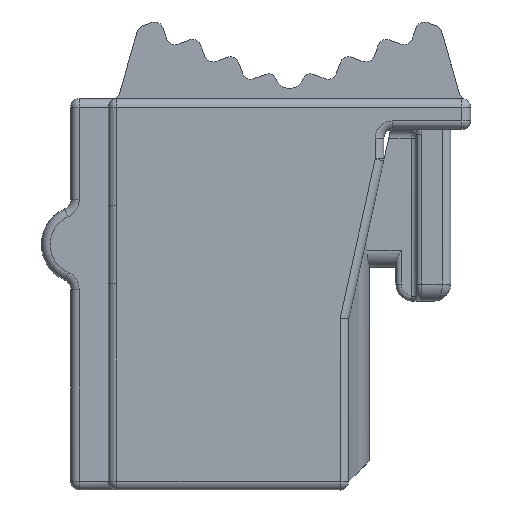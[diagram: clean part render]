
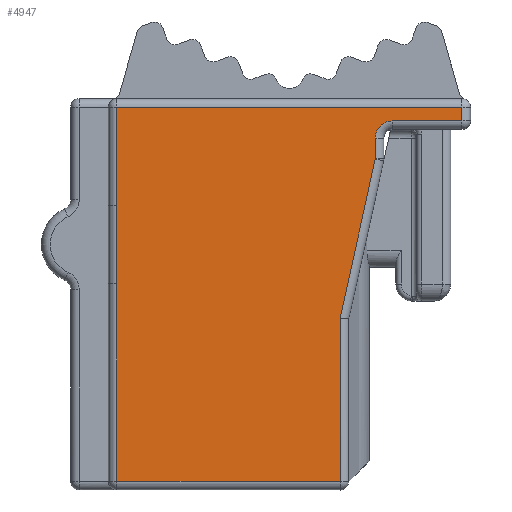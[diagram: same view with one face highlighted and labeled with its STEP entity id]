
A CAD part, left-side view. The second image highlights one B-rep face of the part: STEP entity #4947.
In plain terms, the highlighted planar face has unit normal (-1, 0, 0).
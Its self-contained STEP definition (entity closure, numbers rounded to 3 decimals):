
#4021=AXIS2_PLACEMENT_3D('Circle Axis2P3D',#4019,#4020,$) ;
#4918=AXIS2_PLACEMENT_3D('Plane Axis2P3D',#4915,#4916,#4917) ;
#2548=CARTESIAN_POINT('Vertex',(0.,10.3,0.25)) ;
#2571=CARTESIAN_POINT('Vertex',(0.,10.3,6.008)) ;
#2581=CARTESIAN_POINT('Line Origine',(0.,10.3,5.7)) ;
#3739=CARTESIAN_POINT('Vertex',(0.,3.8,0.25)) ;
#3858=CARTESIAN_POINT('Line Origine',(0.,10.3,7.15)) ;
#3862=CARTESIAN_POINT('Vertex',(0.,10.3,8.29)) ;
#3864=CARTESIAN_POINT('Vertex',(0.,10.3,6.01)) ;
#3868=CARTESIAN_POINT('Control Point',(0.,10.3,8.292)) ;
#3869=CARTESIAN_POINT('Control Point',(0.,10.3,8.292)) ;
#3870=CARTESIAN_POINT('Control Point',(0.,10.3,8.292)) ;
#3871=CARTESIAN_POINT('Control Point',(0.,10.3,8.291)) ;
#3872=CARTESIAN_POINT('Control Point',(0.,10.3,8.291)) ;
#3873=CARTESIAN_POINT('Control Point',(0.,10.3,8.29)) ;
#3874=CARTESIAN_POINT('Vertex',(0.,10.3,8.292)) ;
#3883=CARTESIAN_POINT('Control Point',(0.,10.3,6.01)) ;
#3884=CARTESIAN_POINT('Control Point',(0.,10.3,6.009)) ;
#3885=CARTESIAN_POINT('Control Point',(0.,10.3,6.009)) ;
#3886=CARTESIAN_POINT('Control Point',(0.,10.3,6.008)) ;
#3887=CARTESIAN_POINT('Control Point',(0.,10.3,6.008)) ;
#3888=CARTESIAN_POINT('Control Point',(0.,10.3,6.008)) ;
#3915=CARTESIAN_POINT('Line Origine',(0.,5.575,0.25)) ;
#3938=CARTESIAN_POINT('Vertex',(0.,3.8,5.007)) ;
#3941=CARTESIAN_POINT('Line Origine',(0.,3.8,5.7)) ;
#3962=CARTESIAN_POINT('Vertex',(0.,2.775,9.644)) ;
#3965=CARTESIAN_POINT('Line Origine',(0.,3.647,5.7)) ;
#3987=CARTESIAN_POINT('Vertex',(0.,2.775,10.25)) ;
#3990=CARTESIAN_POINT('Line Origine',(0.,2.775,5.7)) ;
#4016=CARTESIAN_POINT('Vertex',(0.,2.275,10.75)) ;
#4019=CARTESIAN_POINT('Axis2P3D Location',(0.,2.275,10.25)) ;
#4040=CARTESIAN_POINT('Vertex',(0.,0.25,10.75)) ;
#4043=CARTESIAN_POINT('Line Origine',(0.,5.575,10.75)) ;
#4900=CARTESIAN_POINT('Vertex',(0.,10.3,11.15)) ;
#4903=CARTESIAN_POINT('Line Origine',(0.,10.3,5.7)) ;
#4915=CARTESIAN_POINT('Axis2P3D Location',(0.,7.6,-30.6)) ;
#4920=CARTESIAN_POINT('Line Origine',(0.,0.25,10.95)) ;
#4924=CARTESIAN_POINT('Vertex',(0.,0.25,11.15)) ;
#4927=CARTESIAN_POINT('Line Origine',(0.,5.275,11.15)) ;
#2582=DIRECTION('Vector Direction',(0.,0.,1.)) ;
#3859=DIRECTION('Vector Direction',(0.,0.,-1.)) ;
#3916=DIRECTION('Vector Direction',(0.,1.,0.)) ;
#3942=DIRECTION('Vector Direction',(0.,0.,1.)) ;
#3966=DIRECTION('Vector Direction',(0.,-0.216,0.976)) ;
#3991=DIRECTION('Vector Direction',(0.,0.,1.)) ;
#4020=DIRECTION('Axis2P3D Direction',(1.,0.,0.)) ;
#4044=DIRECTION('Vector Direction',(0.,1.,0.)) ;
#4904=DIRECTION('Vector Direction',(0.,0.,1.)) ;
#4916=DIRECTION('Axis2P3D Direction',(-1.,0.,0.)) ;
#4917=DIRECTION('Axis2P3D XDirection',(0.,0.,-1.)) ;
#4921=DIRECTION('Vector Direction',(0.,0.,-1.)) ;
#4928=DIRECTION('Vector Direction',(0.,1.,0.)) ;
#2583=VECTOR('Line Direction',#2582,1.) ;
#3860=VECTOR('Line Direction',#3859,1.) ;
#3917=VECTOR('Line Direction',#3916,1.) ;
#3943=VECTOR('Line Direction',#3942,1.) ;
#3967=VECTOR('Line Direction',#3966,1.) ;
#3992=VECTOR('Line Direction',#3991,1.) ;
#4045=VECTOR('Line Direction',#4044,1.) ;
#4905=VECTOR('Line Direction',#4904,1.) ;
#4922=VECTOR('Line Direction',#4921,1.) ;
#4929=VECTOR('Line Direction',#4928,1.) ;
#4933=ORIENTED_EDGE('',*,*,#4907,.T.) ;
#4934=ORIENTED_EDGE('',*,*,#3876,.T.) ;
#4935=ORIENTED_EDGE('',*,*,#3866,.T.) ;
#4936=ORIENTED_EDGE('',*,*,#3889,.T.) ;
#4937=ORIENTED_EDGE('',*,*,#2585,.T.) ;
#4938=ORIENTED_EDGE('',*,*,#3919,.T.) ;
#4939=ORIENTED_EDGE('',*,*,#3945,.T.) ;
#4940=ORIENTED_EDGE('',*,*,#3969,.T.) ;
#4941=ORIENTED_EDGE('',*,*,#3994,.T.) ;
#4942=ORIENTED_EDGE('',*,*,#4023,.T.) ;
#4943=ORIENTED_EDGE('',*,*,#4047,.T.) ;
#4944=ORIENTED_EDGE('',*,*,#4926,.T.) ;
#4945=ORIENTED_EDGE('',*,*,#4931,.T.) ;
#4947=ADVANCED_FACE('K\X2\00F6\X0\rper.2 ( *SOL1 - wsp *MASTER -  )',(#4946),#4919,.T.) ;
#3867=B_SPLINE_CURVE_WITH_KNOTS('',5,(#3868,#3869,#3870,#3871,#3872,#3873),.UNSPECIFIED.,.F.,.U.,(6,6),(-0.001,0.001),.UNSPECIFIED.) ;
#3882=B_SPLINE_CURVE_WITH_KNOTS('',5,(#3883,#3884,#3885,#3886,#3887,#3888),.UNSPECIFIED.,.F.,.U.,(6,6),(-0.001,0.001),.UNSPECIFIED.) ;
#4022=CIRCLE('generated circle',#4021,0.5) ;
#2585=EDGE_CURVE('',#2572,#2549,#2584,.F.) ;
#3866=EDGE_CURVE('',#3863,#3865,#3861,.T.) ;
#3876=EDGE_CURVE('',#3875,#3863,#3867,.T.) ;
#3889=EDGE_CURVE('',#3865,#2572,#3882,.T.) ;
#3919=EDGE_CURVE('',#2549,#3740,#3918,.F.) ;
#3945=EDGE_CURVE('',#3740,#3939,#3944,.T.) ;
#3969=EDGE_CURVE('',#3939,#3963,#3968,.T.) ;
#3994=EDGE_CURVE('',#3963,#3988,#3993,.T.) ;
#4023=EDGE_CURVE('',#3988,#4017,#4022,.T.) ;
#4047=EDGE_CURVE('',#4017,#4041,#4046,.F.) ;
#4907=EDGE_CURVE('',#4901,#3875,#4906,.F.) ;
#4926=EDGE_CURVE('',#4041,#4925,#4923,.F.) ;
#4931=EDGE_CURVE('',#4925,#4901,#4930,.T.) ;
#4932=EDGE_LOOP('',(#4933,#4934,#4935,#4936,#4937,#4938,#4939,#4940,#4941,#4942,#4943,#4944,#4945)) ;
#4946=FACE_OUTER_BOUND('',#4932,.T.) ;
#2584=LINE('Line',#2581,#2583) ;
#3861=LINE('Line',#3858,#3860) ;
#3918=LINE('Line',#3915,#3917) ;
#3944=LINE('Line',#3941,#3943) ;
#3968=LINE('Line',#3965,#3967) ;
#3993=LINE('Line',#3990,#3992) ;
#4046=LINE('Line',#4043,#4045) ;
#4906=LINE('Line',#4903,#4905) ;
#4923=LINE('Line',#4920,#4922) ;
#4930=LINE('Line',#4927,#4929) ;
#4919=PLANE('',#4918) ;
#2549=VERTEX_POINT('',#2548) ;
#2572=VERTEX_POINT('',#2571) ;
#3740=VERTEX_POINT('',#3739) ;
#3863=VERTEX_POINT('',#3862) ;
#3865=VERTEX_POINT('',#3864) ;
#3875=VERTEX_POINT('',#3874) ;
#3939=VERTEX_POINT('',#3938) ;
#3963=VERTEX_POINT('',#3962) ;
#3988=VERTEX_POINT('',#3987) ;
#4017=VERTEX_POINT('',#4016) ;
#4041=VERTEX_POINT('',#4040) ;
#4901=VERTEX_POINT('',#4900) ;
#4925=VERTEX_POINT('',#4924) ;
